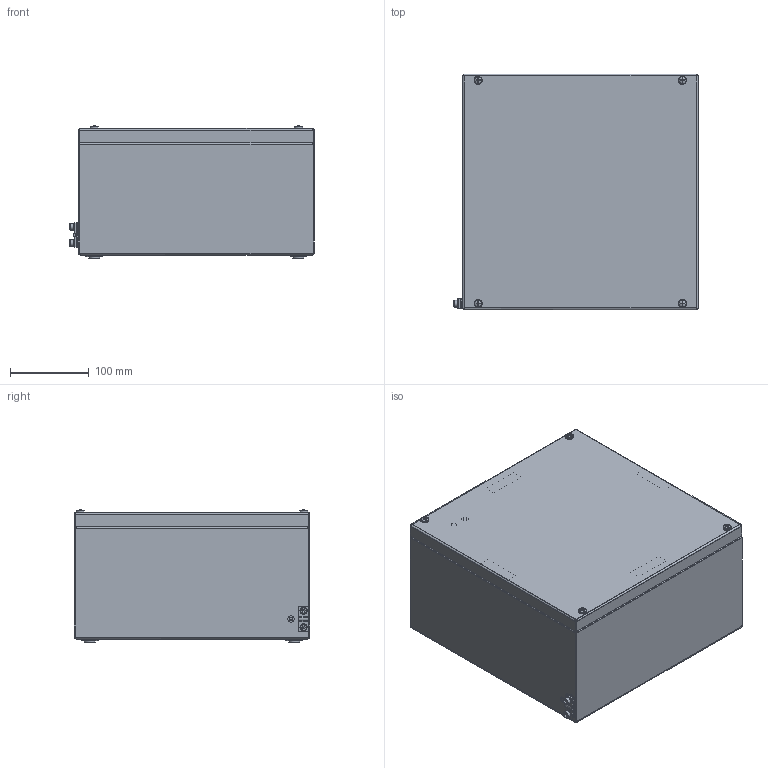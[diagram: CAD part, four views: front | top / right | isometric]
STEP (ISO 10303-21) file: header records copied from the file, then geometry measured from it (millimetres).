
FILE_DESCRIPTION(/* description */ ('STEP AP214'),/* implementation_level */ '2;1');
FILE_NAME(/* name */ '21303016000-RST.stp',/* time_stamp */ '2021-09-08T13:34:19+02:00',/* author */ ('sl'),/* organization */ (''),/* preprocessor_version */ 'ST-DEVELOPER v16.5',/* originating_system */ 'Autodesk Inventor 2017',/* authorisation */ '');
FILE_SCHEMA (('AUTOMOTIVE_DESIGN { 1 0 10303 214 3 1 1 }'));
Length unit declared in the file: millimetre
Products named in the file (17): Ex-Edelstahl-Gehäuse-14-BG-0001-21303016000; 95947; 56079_Ex; 42110; 42020_Ex; 95498; 93238; 83015; 92081; 56108_Ex; 93344; 93379; 42031_Ex; 41070; 82410; 86003_Bl.1,25; 94753
Assembly tree (38 placements, depth 3):
  Ex-Edelstahl-Gehäuse-14-BG-0001-21303016000
    95947
    56079_Ex
      86003_Bl.1,25  x4
      42110  x2
      42020_Ex
    93238  x2
    86003_Bl.1,25  x2
    83015  x2
    95498
    94753  x4
    92081  x3
    56108_Ex
      41070  x4
      82410  x4
      93344  x4
      93379
      42031_Ex
Bounding box: 311 x 300 x 168.37 mm (x, y, z)
Volume: 566770.2 mm3; surface area: 866846.5 mm2
Topology: 36 solids, 36 shells, 915 faces, 1994 edges, 1209 vertices
Faces by surface type: plane 420, cylinder 278, bspline 100, cone 57, torus 36, sphere 24
Full cylindrical faces by diameter (mm): 1.9 x1, 4.2 x10, 4.7 x3, 5 x43, 5.9 x6, 6 x1, 6.5 x4, 7 x13, 7.1 x6, 8 x11, 8.5 x6, 9 x6, 10 x10, 10.4 x4, 14 x4
Entity records: 20884 total; most frequent: CARTESIAN_POINT 8508, DIRECTION 2437, ORIENTED_EDGE 2304, EDGE_CURVE 1152, AXIS2_PLACEMENT_3D 917, EDGE_LOOP 730, VERTEX_POINT 718, LINE 603
